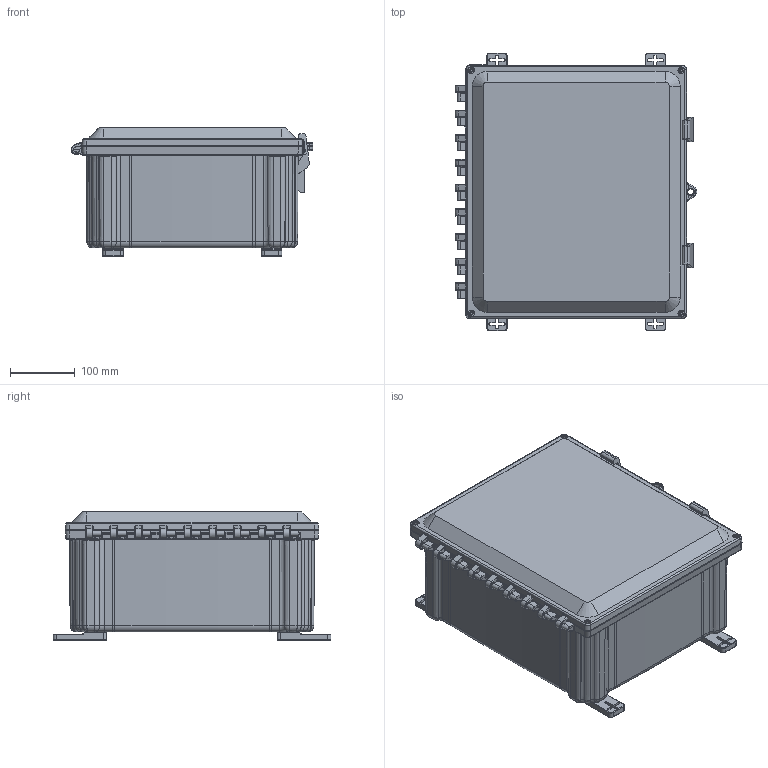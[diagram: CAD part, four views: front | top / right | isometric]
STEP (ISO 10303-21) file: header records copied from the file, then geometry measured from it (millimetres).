
FILE_DESCRIPTION (( 'STEP AP214' ), '1' );
FILE_NAME ('AH14126HW.STEP', '2025-02-19T18:17:35', ( '' ), ( '' ), 'SwSTEP 2.0', 'SolidWorks 2024', '' );
FILE_SCHEMA (( 'AUTOMOTIVE_DESIGN' ));
Length unit declared in the file: inch
Products named in the file (1): AH14126HW
Bounding box: 372.78 x 428.63 x 198.08 mm (x, y, z)
Volume: 2492103.4 mm3; surface area: 1098456.4 mm2
Topology: 6 solids, 10 shells, 2499 faces, 6182 edges, 3767 vertices
Faces by surface type: cylinder 783, plane 711, bspline 622, cone 211, torus 170, sphere 2
Full cylindrical faces by diameter (mm): 3.967 x8, 4.953 x4, 6.35 x8, 7.938 x13, 8.319 x9, 9.525 x1, 9.906 x4, 11.43 x1
Entity records: 126749 total; most frequent: CARTESIAN_POINT 77670, ORIENTED_EDGE 11880, DIRECTION 7473, EDGE_CURVE 5940, VERTEX_POINT 3666, EDGE_LOOP 2746, AXIS2_PLACEMENT_3D 2713, FACE_OUTER_BOUND 2551
